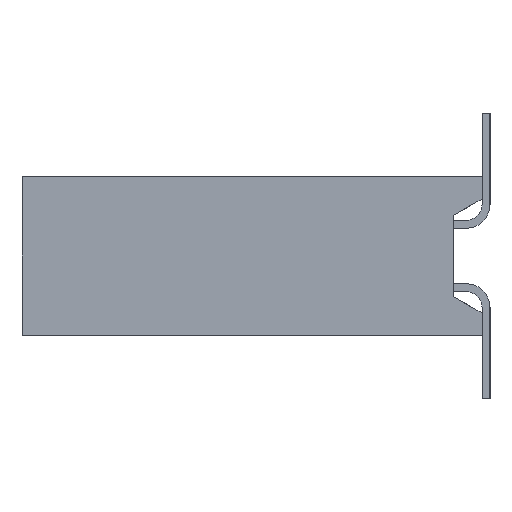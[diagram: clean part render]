
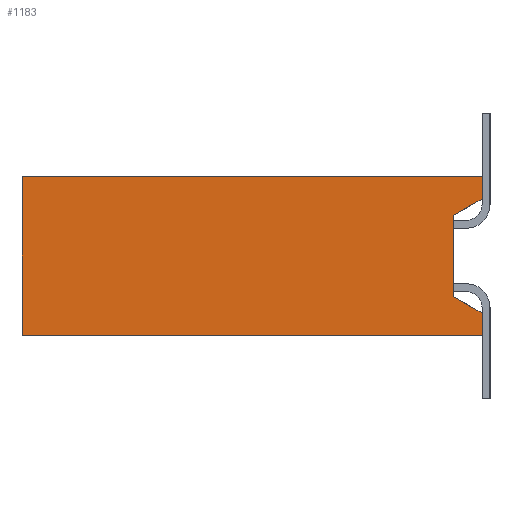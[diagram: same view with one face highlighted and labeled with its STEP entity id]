
A CAD part, left-side view. The second image highlights one B-rep face of the part: STEP entity #1183.
In plain terms, the highlighted planar face has unit normal (-1, 0, 0).
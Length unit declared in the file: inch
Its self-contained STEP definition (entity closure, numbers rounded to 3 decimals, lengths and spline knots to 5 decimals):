
#1183 = ADVANCED_FACE( '', ( #2658 ), #2659, .F. );
#2658 = FACE_OUTER_BOUND( '', #4376, .T. );
#2659 = PLANE( '', #4377 );
#4376 = EDGE_LOOP( '', ( #8043, #8044, #8045, #8046, #8047, #8048, #8049, #8050 ) );
#4377 = AXIS2_PLACEMENT_3D( '', #8051, #8052, #8053 );
#8043 = ORIENTED_EDGE( '', *, *, #11128, .F. );
#8044 = ORIENTED_EDGE( '', *, *, #10734, .T. );
#8045 = ORIENTED_EDGE( '', *, *, #12208, .F. );
#8046 = ORIENTED_EDGE( '', *, *, #11944, .F. );
#8047 = ORIENTED_EDGE( '', *, *, #12209, .T. );
#8048 = ORIENTED_EDGE( '', *, *, #11689, .T. );
#8049 = ORIENTED_EDGE( '', *, *, #11757, .F. );
#8050 = ORIENTED_EDGE( '', *, *, #12179, .F. );
#8051 = CARTESIAN_POINT( '', ( -0.75, 0.29, -0.05 ) );
#8052 = DIRECTION( '', ( 1., 0., 0. ) );
#8053 = DIRECTION( '', ( 0., 0., -1. ) );
#10734 = EDGE_CURVE( '', #12996, #12994, #12997, .T. );
#11128 = EDGE_CURVE( '', #12996, #13681, #13684, .T. );
#11689 = EDGE_CURVE( '', #14593, #14591, #14594, .T. );
#11757 = EDGE_CURVE( '', #14695, #14591, #14697, .T. );
#11944 = EDGE_CURVE( '', #14978, #14980, #14981, .T. );
#12179 = EDGE_CURVE( '', #13681, #14695, #15343, .T. );
#12208 = EDGE_CURVE( '', #14980, #12994, #15382, .T. );
#12209 = EDGE_CURVE( '', #14978, #14593, #15383, .T. );
#12994 = VERTEX_POINT( '', #16337 );
#12996 = VERTEX_POINT( '', #16340 );
#12997 = LINE( '', #16341, #16342 );
#13681 = VERTEX_POINT( '', #17319 );
#13684 = LINE( '', #17324, #17325 );
#14591 = VERTEX_POINT( '', #18664 );
#14593 = VERTEX_POINT( '', #18667 );
#14594 = LINE( '', #18668, #18669 );
#14695 = VERTEX_POINT( '', #18814 );
#14697 = LINE( '', #18817, #18818 );
#14978 = VERTEX_POINT( '', #19244 );
#14980 = VERTEX_POINT( '', #19247 );
#14981 = LINE( '', #19248, #19249 );
#15343 = LINE( '', #19824, #19825 );
#15382 = LINE( '', #19891, #19892 );
#15383 = LINE( '', #19893, #19894 );
#16337 = CARTESIAN_POINT( '', ( -0.75, 0., 0.05 ) );
#16340 = CARTESIAN_POINT( '', ( -0.75, 0., 0.036 ) );
#16341 = CARTESIAN_POINT( '', ( -0.75, 0., -0.05 ) );
#16342 = VECTOR( '', #21017, 39.37008 );
#17319 = CARTESIAN_POINT( '', ( -0.75, 0.018, 0.02561 ) );
#17324 = CARTESIAN_POINT( '', ( -0.75, 0.25474, -0.11107 ) );
#17325 = VECTOR( '', #21376, 39.37008 );
#18664 = CARTESIAN_POINT( '', ( -0.75, 0., -0.036 ) );
#18667 = CARTESIAN_POINT( '', ( -0.75, 0., -0.05 ) );
#18668 = CARTESIAN_POINT( '', ( -0.75, 0., -0.05 ) );
#18669 = VECTOR( '', #21852, 39.37008 );
#18814 = CARTESIAN_POINT( '', ( -0.75, 0.018, -0.02561 ) );
#18817 = CARTESIAN_POINT( '', ( -0.75, 0.21144, 0.08607 ) );
#18818 = VECTOR( '', #21913, 39.37008 );
#19244 = CARTESIAN_POINT( '', ( -0.75, 0.29, -0.05 ) );
#19247 = CARTESIAN_POINT( '', ( -0.75, 0.29, 0.05 ) );
#19248 = CARTESIAN_POINT( '', ( -0.75, 0.29, -0.05 ) );
#19249 = VECTOR( '', #22063, 39.37008 );
#19824 = CARTESIAN_POINT( '', ( -0.75, 0.018, -0.05 ) );
#19825 = VECTOR( '', #22286, 39.37008 );
#19891 = CARTESIAN_POINT( '', ( -0.75, 0.29, 0.05 ) );
#19892 = VECTOR( '', #22314, 39.37008 );
#19893 = CARTESIAN_POINT( '', ( -0.75, 0.29, -0.05 ) );
#19894 = VECTOR( '', #22315, 39.37008 );
#21017 = DIRECTION( '', ( 0., 0., 1. ) );
#21376 = DIRECTION( '', ( 0., 0.866, -0.5 ) );
#21852 = DIRECTION( '', ( 0., 0., 1. ) );
#21913 = DIRECTION( '', ( 0., -0.866, -0.5 ) );
#22063 = DIRECTION( '', ( 0., 0., 1. ) );
#22286 = DIRECTION( '', ( 0., 0., -1. ) );
#22314 = DIRECTION( '', ( 0., -1., 0. ) );
#22315 = DIRECTION( '', ( 0., -1., 0. ) );
